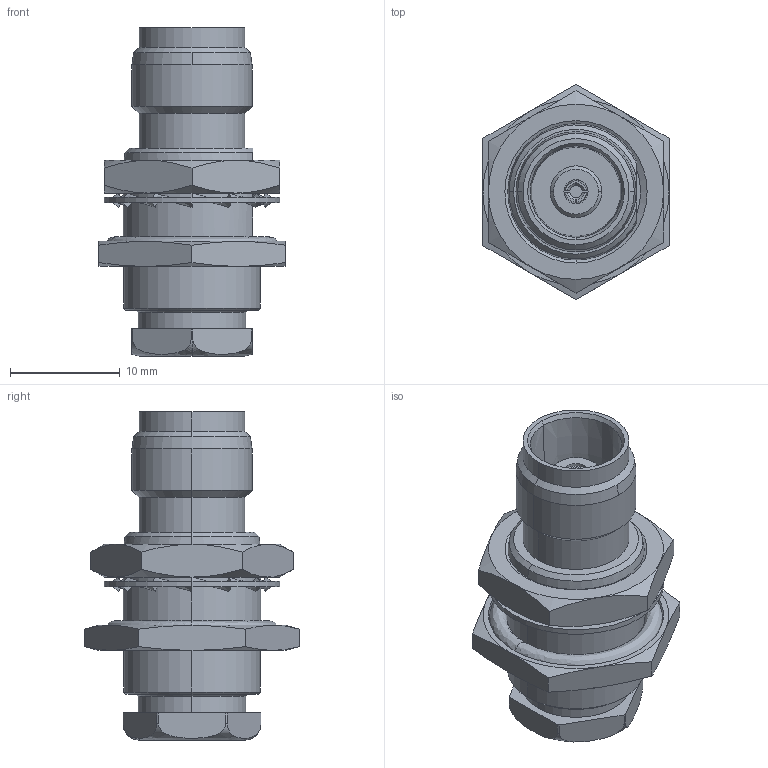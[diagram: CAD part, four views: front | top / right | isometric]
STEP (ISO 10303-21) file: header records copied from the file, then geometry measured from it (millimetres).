
FILE_DESCRIPTION (( 'STEP AP214' ), '1' );
FILE_NAME ('J01011A2223.STEP', '2016-09-23T11:44:28', ( '' ), ( '' ), 'SwSTEP 2.0', 'SolidWorks 2015', '' );
FILE_SCHEMA (( 'AUTOMOTIVE_DESIGN' ));
Length unit declared in the file: millimetre
Products named in the file (1): J01011A2223
Bounding box: 17 x 19.63 x 30 mm (x, y, z)
Volume: 3278.6 mm3; surface area: 2778.1 mm2
Topology: 3 solids, 3 shells, 208 faces, 512 edges, 322 vertices
Faces by surface type: plane 72, cone 55, bspline 44, cylinder 37
Entity records: 9249 total; most frequent: CARTESIAN_POINT 2273, ORIENTED_EDGE 1024, DIRECTION 859, EDGE_CURVE 512, VERTEX_POINT 322, AXIS2_PLACEMENT_3D 312, VECTOR 235, LINE 235
